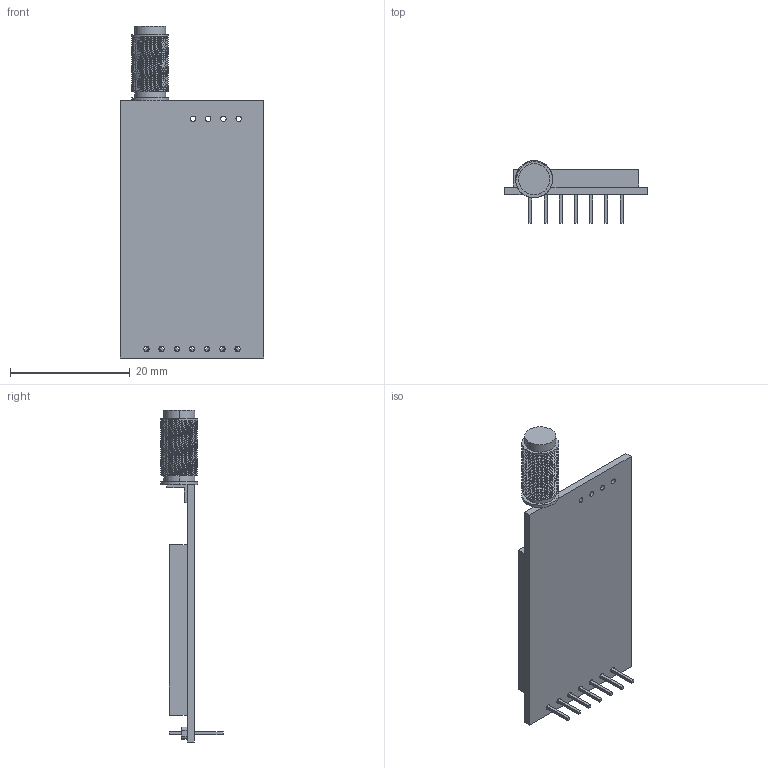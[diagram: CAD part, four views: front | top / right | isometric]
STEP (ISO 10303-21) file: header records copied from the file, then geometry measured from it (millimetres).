
FILE_DESCRIPTION (( 'STEP AP214' ), '1' );
FILE_NAME ('Lora E32.STEP', '2023-04-19T08:27:27', ( '' ), ( '' ), 'SwSTEP 2.0', 'SolidWorks 2021', '' );
FILE_SCHEMA (( 'AUTOMOTIVE_DESIGN' ));
Length unit declared in the file: millimetre
Products named in the file (1): Lora E32
Bounding box: 24 x 10.4 x 55.5 mm (x, y, z)
Volume: 3405.2 mm3; surface area: 3167.4 mm2
Topology: 8 solids, 8 shells, 234 faces, 614 edges, 407 vertices
Faces by surface type: cylinder 117, plane 114, bspline 3
Entity records: 11485 total; most frequent: CARTESIAN_POINT 4994, ORIENTED_EDGE 1228, DIRECTION 1074, EDGE_CURVE 614, VERTEX_POINT 407, VECTOR 370, LINE 370, AXIS2_PLACEMENT_3D 352
